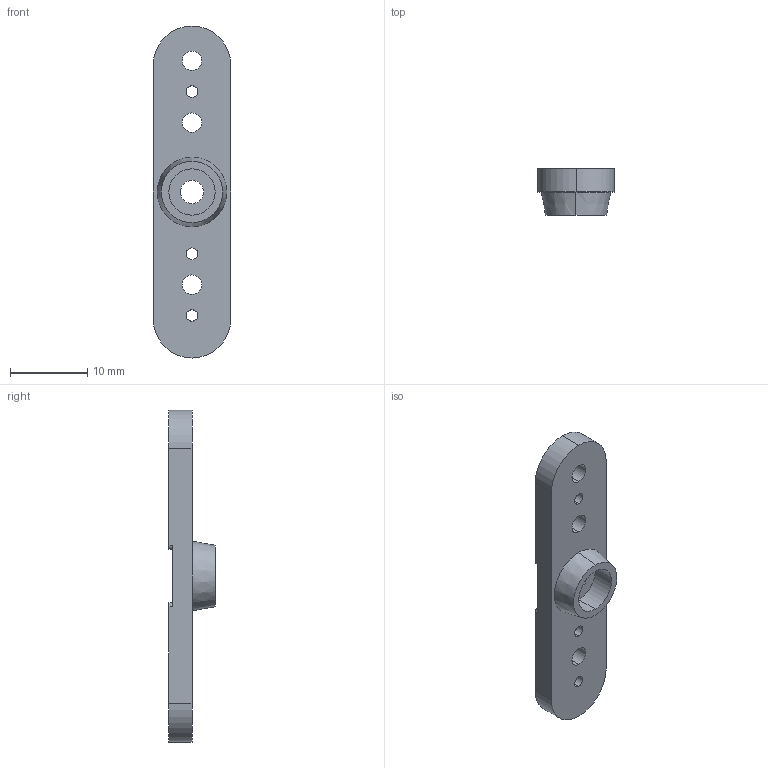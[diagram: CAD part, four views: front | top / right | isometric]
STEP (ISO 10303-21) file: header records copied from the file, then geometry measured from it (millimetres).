
FILE_DESCRIPTION (( 'STEP AP203' ), '1' );
FILE_NAME ('servo-horn-2-arms.step', '2015-02-17T13:13:18', ( 'Cesar' ), ( '' ), 'SwSTEP 2.0', 'SolidWorks 2013', '' );
FILE_SCHEMA (( 'CONFIG_CONTROL_DESIGN' ));
Length unit declared in the file: millimetre
Products named in the file (1): servo-horn-2-arms
Bounding box: 10 x 6 x 43 mm (x, y, z)
Volume: 1185.5 mm3; surface area: 1319.1 mm2
Topology: 1 solids, 1 shells, 39 faces, 105 edges, 70 vertices
Faces by surface type: cylinder 29, plane 8, cone 2
Entity records: 1366 total; most frequent: DIRECTION 247, CARTESIAN_POINT 215, ORIENTED_EDGE 210, EDGE_CURVE 105, AXIS2_PLACEMENT_3D 102, VERTEX_POINT 70, CIRCLE 62, EDGE_LOOP 55
